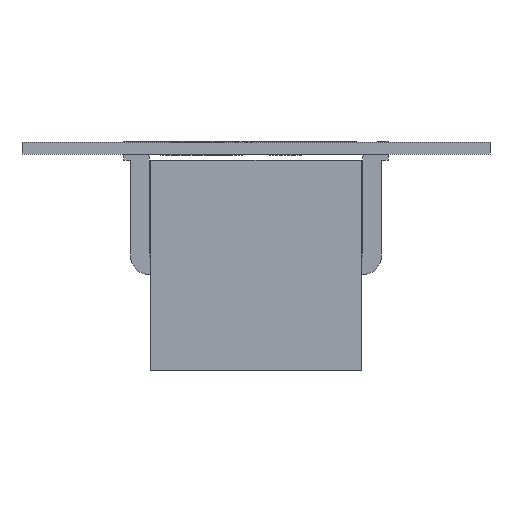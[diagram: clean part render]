
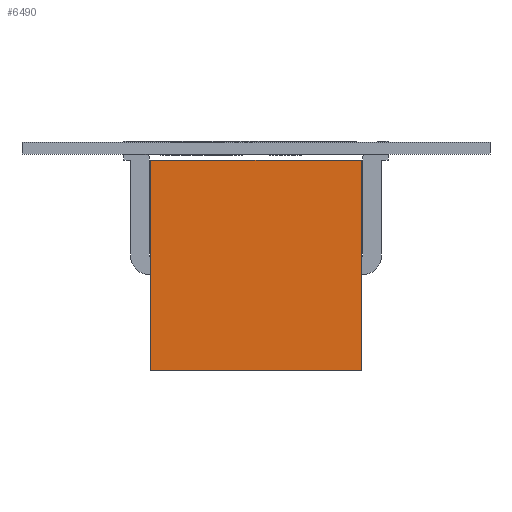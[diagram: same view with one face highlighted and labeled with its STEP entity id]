
A CAD part, front view. The second image highlights one B-rep face of the part: STEP entity #6490.
In plain terms, the highlighted face is planar.
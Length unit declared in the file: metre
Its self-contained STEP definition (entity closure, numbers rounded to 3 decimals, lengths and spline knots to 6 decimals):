
#4662 = EDGE_CURVE( '', #9055, #9056, #9057, .T. );
#6308 = EDGE_CURVE( '', #11618, #11619, #11620, .T. );
#6490 = ADVANCED_FACE( '', ( #11878 ), #11879, .T. );
#7822 = EDGE_CURVE( '', #9056, #11619, #13630, .T. );
#7888 = EDGE_CURVE( '', #9055, #11618, #13713, .T. );
#9055 = VERTEX_POINT( '', #14275 );
#9056 = VERTEX_POINT( '', #14276 );
#9057 = LINE( '', #14277, #14278 );
#11618 = VERTEX_POINT( '', #17709 );
#11619 = VERTEX_POINT( '', #17710 );
#11620 = LINE( '', #17711, #17712 );
#11878 = FACE_OUTER_BOUND( '', #18052, .T. );
#11879 = PLANE( '', #18053 );
#13630 = LINE( '', #20553, #20554 );
#13713 = LINE( '', #20669, #20670 );
#14275 = CARTESIAN_POINT( '', ( -0.0045, 0.01397, 0.0008 ) );
#14276 = CARTESIAN_POINT( '', ( 0.0045, 0.01397, 0.0008 ) );
#14277 = CARTESIAN_POINT( '', ( -0.0045, 0.01397, 0.0008 ) );
#14278 = VECTOR( '', #21250, 1. );
#17709 = CARTESIAN_POINT( '', ( -0.0045, 0.01397, 0.0098 ) );
#17710 = CARTESIAN_POINT( '', ( 0.0045, 0.01397, 0.0098 ) );
#17711 = CARTESIAN_POINT( '', ( -0.0045, 0.01397, 0.0098 ) );
#17712 = VECTOR( '', #24298, 1. );
#18052 = EDGE_LOOP( '', ( #24710, #24711, #24712, #24713 ) );
#18053 = AXIS2_PLACEMENT_3D( '', #24714, #24715, #24716 );
#20553 = CARTESIAN_POINT( '', ( 0.0045, 0.01397, 0.0008 ) );
#20554 = VECTOR( '', #27089, 1. );
#20669 = CARTESIAN_POINT( '', ( -0.0045, 0.01397, 0.0008 ) );
#20670 = VECTOR( '', #27208, 1. );
#21250 = DIRECTION( '', ( 1., 0., 0. ) );
#24298 = DIRECTION( '', ( 1., 0., 0. ) );
#24710 = ORIENTED_EDGE( '', *, *, #4662, .F. );
#24711 = ORIENTED_EDGE( '', *, *, #7888, .T. );
#24712 = ORIENTED_EDGE( '', *, *, #6308, .T. );
#24713 = ORIENTED_EDGE( '', *, *, #7822, .F. );
#24714 = CARTESIAN_POINT( '', ( -0.0045, 0.01397, 0.0008 ) );
#24715 = DIRECTION( '', ( 0., 1., 0. ) );
#24716 = DIRECTION( '', ( 1., 0., 0. ) );
#27089 = DIRECTION( '', ( 0., 0., 1. ) );
#27208 = DIRECTION( '', ( 0., 0., 1. ) );
